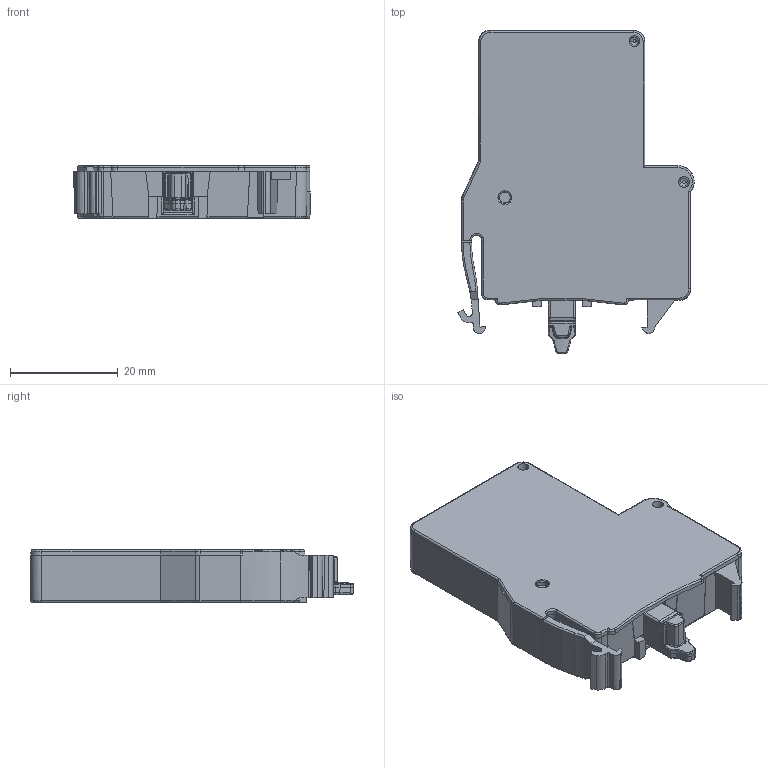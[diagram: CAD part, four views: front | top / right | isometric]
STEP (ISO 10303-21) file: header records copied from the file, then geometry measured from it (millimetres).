
FILE_DESCRIPTION((''),'2;1');
FILE_NAME('BCM01-CSW_ASM','2022-04-12T10:00:27',('klemen.sitar'),('Audax d.o.o.'),'CREO PARAMETRIC BY PTC INC, 2021304','CREO PARAMETRIC BY PTC INC, 2021304','');
FILE_SCHEMA(('AP242_MANAGED_MODEL_BASED_3D_ENGINEERING_MIM_LF { 1 0 10303 442 1 1 4 }'));
Length unit declared in the file: metre
Products named in the file (10): BCM01-CSW_1_1; BCM01-CSW_2; BCM01-CSW_3; BCM01-CSW_4; BCM01-CSW_5; BCM01-CSW_6; BCM01-CSW_7; BCM01-CSW_8; ETI_LOGO; BCM01-CSW_ASM
Assembly tree (9 placements, depth 2):
  BCM01-CSW_ASM
    BCM01-CSW_1_1
    BCM01-CSW_2
    BCM01-CSW_3
    BCM01-CSW_4
    BCM01-CSW_5
    BCM01-CSW_6
    BCM01-CSW_7
    BCM01-CSW_8
    ETI_LOGO
Bounding box: 43.95 x 60.07 x 9.8 mm (x, y, z)
Volume: 16565.9 mm3; surface area: 11388.1 mm2
Topology: 11 solids, 11 shells, 878 faces, 2335 edges, 1505 vertices
Faces by surface type: plane 494, cylinder 180, bspline 72, torus 65, cone 61, sphere 4, extrusion 2
Entity records: 46147 total; most frequent: CARTESIAN_POINT 10289, ORIENTED_EDGE 4662, DIRECTION 4020, PRESENTATION_STYLE_ASSIGNMENT 3233, STYLED_ITEM 3233, CURVE_STYLE 2344, EDGE_CURVE 2331, VERTEX_POINT 1505
